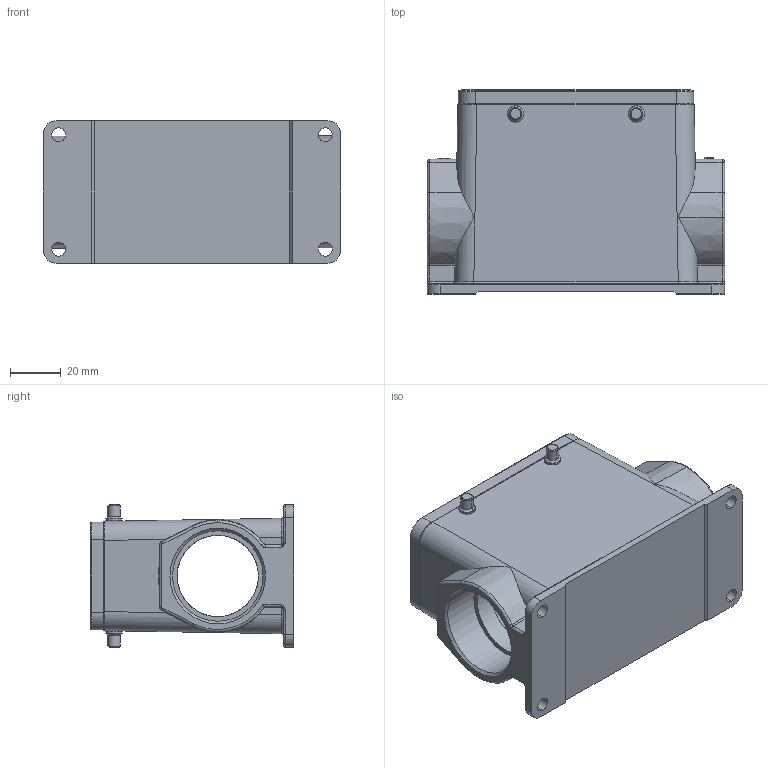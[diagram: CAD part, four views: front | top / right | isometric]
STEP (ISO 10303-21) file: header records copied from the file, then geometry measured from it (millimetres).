
FILE_DESCRIPTION(/* description */ (''),/* implementation_level */ '2;1');
FILE_NAME(/* name */ '3D_1240162305032_HV16B-SFH-4B-2PG29_V1.1.STP',/* time_stamp */ '2024-01-02T13:15:56+08:00',/* author */ (''),/* organization */ (''),/* preprocessor_version */ 'ST-DEVELOPER v18.1',/* originating_system */ 'SIEMENS PLM Software NX 1980',/* authorisation */ '');
FILE_SCHEMA (('AUTOMOTIVE_DESIGN { 1 0 10303 214 3 1 1 1 }'));
Length unit declared in the file: millimetre
Products named in the file (1): 145924985FBBm0xz
Bounding box: 117 x 80.28 x 56.02 mm (x, y, z)
Volume: 138004 mm3; surface area: 57209.9 mm2
Topology: 5 solids, 10 shells, 438 faces, 1046 edges, 652 vertices
Faces by surface type: cylinder 170, plane 159, torus 48, cone 36, bspline 23, sphere 1, extrusion 1
Full cylindrical faces by diameter (mm): 32 x2, 35.6 x2
Entity records: 14592 total; most frequent: CARTESIAN_POINT 4851, ORIENTED_EDGE 2074, DIRECTION 1919, EDGE_CURVE 1037, AXIS2_PLACEMENT_3D 747, VERTEX_POINT 649, EDGE_LOOP 484, ADVANCED_FACE 438
